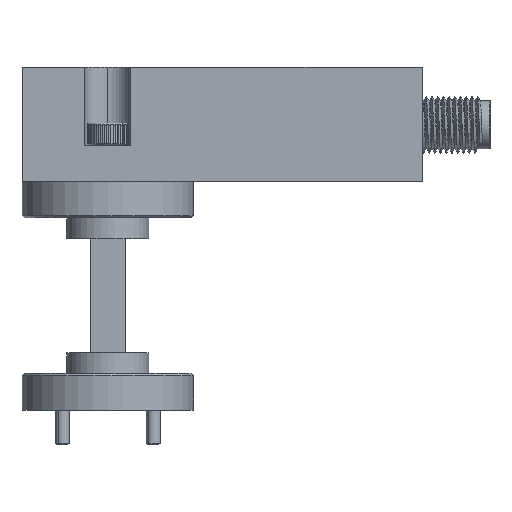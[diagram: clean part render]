
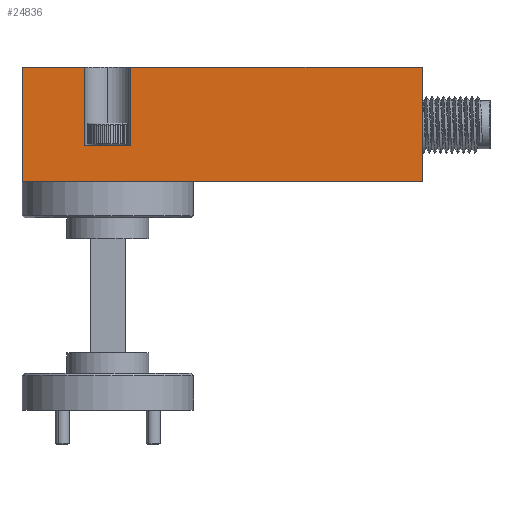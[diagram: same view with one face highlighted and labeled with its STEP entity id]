
A CAD part, left-side view. The second image highlights one B-rep face of the part: STEP entity #24836.
In plain terms, the highlighted planar face has unit normal (-1, 0, 0).
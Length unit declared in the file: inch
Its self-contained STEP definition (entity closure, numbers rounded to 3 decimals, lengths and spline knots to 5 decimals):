
#669 = CARTESIAN_POINT ( 'NONE',  ( -1.33625, 1.05587, 0.3018 ) ) ;
#1251 = LINE ( 'NONE', #6945, #18360 ) ;
#2562 = EDGE_CURVE ( 'NONE', #32582, #36276, #16702, .T. ) ;
#2793 = DIRECTION ( 'NONE',  ( 0., 0., 1. ) ) ;
#5212 = CARTESIAN_POINT ( 'NONE',  ( -1.33625, -0.41913, -0.1982 ) ) ;
#5331 = CARTESIAN_POINT ( 'NONE',  ( -1.33625, 0.45587, 0.3018 ) ) ;
#5535 = DIRECTION ( 'NONE',  ( 0., 1., 0. ) ) ;
#5837 = CARTESIAN_POINT ( 'NONE',  ( -1.33625, -0.41913, 0.3018 ) ) ;
#6603 = LINE ( 'NONE', #13360, #20833 ) ;
#6945 = CARTESIAN_POINT ( 'NONE',  ( -1.33625, 0.45587, 0.3018 ) ) ;
#7152 = CARTESIAN_POINT ( 'NONE',  ( -1.33625, 1.05587, -0.0432 ) ) ;
#7623 = VECTOR ( 'NONE', #29151, 39.37008 ) ;
#10377 = VECTOR ( 'NONE', #35686, 39.37008 ) ;
#10602 = DIRECTION ( 'NONE',  ( 0., 1., 0. ) ) ;
#11249 = VERTEX_POINT ( 'NONE', #5212 ) ;
#13360 = CARTESIAN_POINT ( 'NONE',  ( -1.33625, -0.14613, -0.1982 ) ) ;
#15025 = DIRECTION ( 'NONE',  ( 0., 0., -1. ) ) ;
#15957 = DIRECTION ( 'NONE',  ( 0., 1., 0. ) ) ;
#15993 = CARTESIAN_POINT ( 'NONE',  ( -1.33625, 0.85587, -0.0432 ) ) ;
#16527 = ORIENTED_EDGE ( 'NONE', *, *, #17524, .F. ) ;
#16702 = LINE ( 'NONE', #7152, #7623 ) ;
#17524 = EDGE_CURVE ( 'NONE', #11249, #18870, #6603, .T. ) ;
#18026 = VECTOR ( 'NONE', #15025, 39.37008 ) ;
#18360 = VECTOR ( 'NONE', #10602, 39.37008 ) ;
#18870 = VERTEX_POINT ( 'NONE', #26147 ) ;
#19829 = FACE_OUTER_BOUND ( 'NONE', #30090, .T. ) ;
#19852 = VERTEX_POINT ( 'NONE', #15993 ) ;
#20155 = LINE ( 'NONE', #25926, #22165 ) ;
#20833 = VECTOR ( 'NONE', #15957, 39.37008 ) ;
#22165 = VECTOR ( 'NONE', #32412, 39.37008 ) ;
#23264 = CARTESIAN_POINT ( 'NONE',  ( -1.33625, 0.85587, -0.0432 ) ) ;
#23431 = ORIENTED_EDGE ( 'NONE', *, *, #2562, .T. ) ;
#23953 = EDGE_CURVE ( 'NONE', #33088, #11249, #26472, .T. ) ;
#24141 = ORIENTED_EDGE ( 'NONE', *, *, #25211, .F. ) ;
#24704 = VERTEX_POINT ( 'NONE', #36717 ) ;
#24836 = ADVANCED_FACE ( 'NONE', ( #19829 ), #38184, .F. ) ;
#25211 = EDGE_CURVE ( 'NONE', #19852, #37167, #26141, .T. ) ;
#25321 = AXIS2_PLACEMENT_3D ( 'NONE', #35331, #29238, #33087 ) ;
#25750 = VECTOR ( 'NONE', #2793, 39.37008 ) ;
#25887 = ORIENTED_EDGE ( 'NONE', *, *, #37220, .F. ) ;
#25926 = CARTESIAN_POINT ( 'NONE',  ( -1.33625, 1.05587, -0.0432 ) ) ;
#26141 = LINE ( 'NONE', #23264, #10377 ) ;
#26147 = CARTESIAN_POINT ( 'NONE',  ( -1.33625, 1.33087, -0.1982 ) ) ;
#26472 = LINE ( 'NONE', #5837, #18026 ) ;
#28251 = EDGE_CURVE ( 'NONE', #33088, #37167, #30009, .T. ) ;
#28279 = CARTESIAN_POINT ( 'NONE',  ( -1.33625, -0.41913, 0.3018 ) ) ;
#28375 = ORIENTED_EDGE ( 'NONE', *, *, #28251, .T. ) ;
#28679 = EDGE_CURVE ( 'NONE', #18870, #24704, #33950, .T. ) ;
#29151 = DIRECTION ( 'NONE',  ( 0., 0., 1. ) ) ;
#29238 = DIRECTION ( 'NONE',  ( 1., 0., 0. ) ) ;
#29405 = EDGE_CURVE ( 'NONE', #36276, #24704, #1251, .T. ) ;
#29629 = ORIENTED_EDGE ( 'NONE', *, *, #29405, .T. ) ;
#30009 = LINE ( 'NONE', #5331, #39358 ) ;
#30090 = EDGE_LOOP ( 'NONE', ( #30366, #16527, #31974, #28375, #24141, #25887, #23431, #29629 ) ) ;
#30366 = ORIENTED_EDGE ( 'NONE', *, *, #28679, .F. ) ;
#30429 = CARTESIAN_POINT ( 'NONE',  ( -1.33625, 1.05587, -0.0432 ) ) ;
#31974 = ORIENTED_EDGE ( 'NONE', *, *, #23953, .F. ) ;
#32412 = DIRECTION ( 'NONE',  ( 0., -1., 0. ) ) ;
#32582 = VERTEX_POINT ( 'NONE', #30429 ) ;
#33087 = DIRECTION ( 'NONE',  ( 0., 0., -1. ) ) ;
#33088 = VERTEX_POINT ( 'NONE', #28279 ) ;
#33253 = CARTESIAN_POINT ( 'NONE',  ( -1.33625, 0.85587, 0.3018 ) ) ;
#33766 = CARTESIAN_POINT ( 'NONE',  ( -1.33625, 1.33087, -0.1982 ) ) ;
#33950 = LINE ( 'NONE', #33766, #25750 ) ;
#35331 = CARTESIAN_POINT ( 'NONE',  ( -1.33625, -0.14613, -0.1982 ) ) ;
#35686 = DIRECTION ( 'NONE',  ( 0., 0., 1. ) ) ;
#36276 = VERTEX_POINT ( 'NONE', #669 ) ;
#36717 = CARTESIAN_POINT ( 'NONE',  ( -1.33625, 1.33087, 0.3018 ) ) ;
#37167 = VERTEX_POINT ( 'NONE', #33253 ) ;
#37220 = EDGE_CURVE ( 'NONE', #32582, #19852, #20155, .T. ) ;
#38184 = PLANE ( 'NONE',  #25321 ) ;
#39358 = VECTOR ( 'NONE', #5535, 39.37008 ) ;
